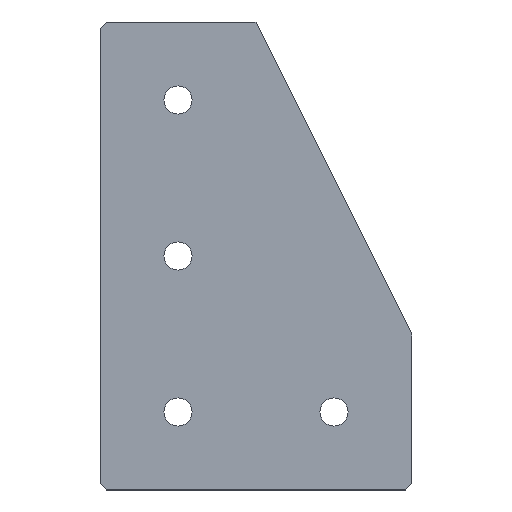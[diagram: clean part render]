
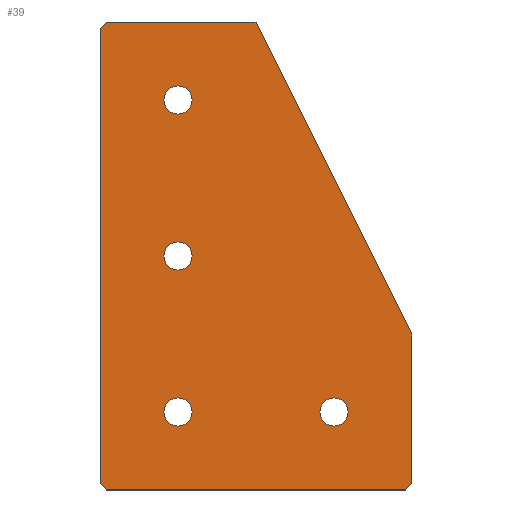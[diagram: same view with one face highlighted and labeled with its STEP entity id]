
A CAD part, top view. The second image highlights one B-rep face of the part: STEP entity #39.
In plain terms, the highlighted planar face has unit normal (0, 0, 1).
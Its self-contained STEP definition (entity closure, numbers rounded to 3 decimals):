
#2 = AXIS2_PLACEMENT_3D ( 'NONE', #48, #292, #548 ) ;
#5 = ORIENTED_EDGE ( 'NONE', *, *, #8, .T. ) ;
#7 = VERTEX_POINT ( 'NONE', #435 ) ;
#8 = EDGE_CURVE ( 'NONE', #618, #551, #21, .T. ) ;
#13 = AXIS2_PLACEMENT_3D ( 'NONE', #42, #330, #474 ) ;
#16 = EDGE_LOOP ( 'NONE', ( #447, #95 ) ) ;
#20 = CARTESIAN_POINT ( 'NONE',  ( 75., -120.5, 0. ) ) ;
#21 = LINE ( 'NONE', #575, #127 ) ;
#23 = ORIENTED_EDGE ( 'NONE', *, *, #332, .T. ) ;
#31 = CARTESIAN_POINT ( 'NONE',  ( 25., -75., 0. ) ) ;
#39 = ADVANCED_FACE ( 'NONE', ( #417, #528, #373, #521, #96 ), #581, .T. ) ;
#41 = CARTESIAN_POINT ( 'NONE',  ( 25., -70.5, 0. ) ) ;
#42 = CARTESIAN_POINT ( 'NONE',  ( 25., -125., 0. ) ) ;
#46 = VECTOR ( 'NONE', #107, 1000. ) ;
#48 = CARTESIAN_POINT ( 'NONE',  ( 25., -25., 0. ) ) ;
#62 = CARTESIAN_POINT ( 'NONE',  ( 98., -150., 0. ) ) ;
#66 = VERTEX_POINT ( 'NONE', #186 ) ;
#67 = VECTOR ( 'NONE', #321, 1000. ) ;
#73 = VERTEX_POINT ( 'NONE', #41 ) ;
#75 = ORIENTED_EDGE ( 'NONE', *, *, #612, .F. ) ;
#82 = EDGE_CURVE ( 'NONE', #593, #551, #577, .T. ) ;
#84 = CIRCLE ( 'NONE', #515, 4.5 ) ;
#95 = ORIENTED_EDGE ( 'NONE', *, *, #529, .T. ) ;
#96 = FACE_OUTER_BOUND ( 'NONE', #520, .T. ) ;
#101 = VECTOR ( 'NONE', #536, 1000. ) ;
#107 = DIRECTION ( 'NONE',  ( 0., -1., 0. ) ) ;
#120 = ORIENTED_EDGE ( 'NONE', *, *, #282, .T. ) ;
#127 = VECTOR ( 'NONE', #270, 1000. ) ;
#128 = LINE ( 'NONE', #297, #527 ) ;
#129 = AXIS2_PLACEMENT_3D ( 'NONE', #213, #223, #556 ) ;
#130 = VERTEX_POINT ( 'NONE', #436 ) ;
#146 = CARTESIAN_POINT ( 'NONE',  ( 0., 0., 0. ) ) ;
#162 = DIRECTION ( 'NONE',  ( 0., 0., -1. ) ) ;
#163 = CARTESIAN_POINT ( 'NONE',  ( 100., -100., 0. ) ) ;
#165 = EDGE_LOOP ( 'NONE', ( #257, #23 ) ) ;
#170 = ORIENTED_EDGE ( 'NONE', *, *, #82, .F. ) ;
#173 = DIRECTION ( 'NONE',  ( 0.447, -0.894, 0. ) ) ;
#174 = CARTESIAN_POINT ( 'NONE',  ( 25., -125., 0. ) ) ;
#175 = DIRECTION ( 'NONE',  ( -1., 0., 0. ) ) ;
#180 = AXIS2_PLACEMENT_3D ( 'NONE', #31, #518, #576 ) ;
#184 = DIRECTION ( 'NONE',  ( 1., 0., 0. ) ) ;
#186 = CARTESIAN_POINT ( 'NONE',  ( 100., -148., 0. ) ) ;
#193 = EDGE_CURVE ( 'NONE', #307, #605, #271, .T. ) ;
#196 = AXIS2_PLACEMENT_3D ( 'NONE', #305, #210, #207 ) ;
#199 = LINE ( 'NONE', #535, #317 ) ;
#207 = DIRECTION ( 'NONE',  ( 0., 1., 0. ) ) ;
#210 = DIRECTION ( 'NONE',  ( 0., 0., -1. ) ) ;
#213 = CARTESIAN_POINT ( 'NONE',  ( 75., -125., 0. ) ) ;
#215 = CARTESIAN_POINT ( 'NONE',  ( 2., 0., 0. ) ) ;
#223 = DIRECTION ( 'NONE',  ( 0., 0., -1. ) ) ;
#224 = CIRCLE ( 'NONE', #13, 4.5 ) ;
#233 = CARTESIAN_POINT ( 'NONE',  ( 75., -129.5, 0. ) ) ;
#238 = AXIS2_PLACEMENT_3D ( 'NONE', #595, #162, #427 ) ;
#240 = AXIS2_PLACEMENT_3D ( 'NONE', #327, #530, #288 ) ;
#248 = ORIENTED_EDGE ( 'NONE', *, *, #507, .T. ) ;
#249 = AXIS2_PLACEMENT_3D ( 'NONE', #464, #468, #184 ) ;
#255 = DIRECTION ( 'NONE',  ( 0., 1., 0. ) ) ;
#256 = EDGE_CURVE ( 'NONE', #618, #398, #199, .T. ) ;
#257 = ORIENTED_EDGE ( 'NONE', *, *, #463, .T. ) ;
#258 = LINE ( 'NONE', #163, #624 ) ;
#264 = LINE ( 'NONE', #457, #360 ) ;
#268 = VERTEX_POINT ( 'NONE', #233 ) ;
#270 = DIRECTION ( 'NONE',  ( -0.707, -0.707, 0. ) ) ;
#271 = CIRCLE ( 'NONE', #2, 4.5 ) ;
#278 = LINE ( 'NONE', #378, #46 ) ;
#281 = CARTESIAN_POINT ( 'NONE',  ( 124., -124., 0. ) ) ;
#282 = EDGE_CURVE ( 'NONE', #582, #268, #367, .T. ) ;
#288 = DIRECTION ( 'NONE',  ( 0., 1., 0. ) ) ;
#292 = DIRECTION ( 'NONE',  ( 0., 0., -1. ) ) ;
#297 = CARTESIAN_POINT ( 'NONE',  ( -74., -74., 0. ) ) ;
#301 = DIRECTION ( 'NONE',  ( 0.707, -0.707, 0. ) ) ;
#305 = CARTESIAN_POINT ( 'NONE',  ( 25., -75., 0. ) ) ;
#307 = VERTEX_POINT ( 'NONE', #591 ) ;
#315 = VERTEX_POINT ( 'NONE', #399 ) ;
#317 = VECTOR ( 'NONE', #538, 1000. ) ;
#321 = DIRECTION ( 'NONE',  ( 0., 1., 0. ) ) ;
#325 = EDGE_CURVE ( 'NONE', #268, #582, #393, .T. ) ;
#327 = CARTESIAN_POINT ( 'NONE',  ( 25., -25., 0. ) ) ;
#330 = DIRECTION ( 'NONE',  ( 0., 0., -1. ) ) ;
#332 = EDGE_CURVE ( 'NONE', #315, #73, #415, .T. ) ;
#340 = EDGE_LOOP ( 'NONE', ( #402, #452 ) ) ;
#344 = ORIENTED_EDGE ( 'NONE', *, *, #372, .F. ) ;
#352 = VERTEX_POINT ( 'NONE', #570 ) ;
#359 = CARTESIAN_POINT ( 'NONE',  ( 50., 0., 0. ) ) ;
#360 = VECTOR ( 'NONE', #175, 1000. ) ;
#362 = CARTESIAN_POINT ( 'NONE',  ( 25., -129.5, 0. ) ) ;
#363 = DIRECTION ( 'NONE',  ( 0., 0., -1. ) ) ;
#366 = ORIENTED_EDGE ( 'NONE', *, *, #584, .T. ) ;
#367 = CIRCLE ( 'NONE', #238, 4.5 ) ;
#372 = EDGE_CURVE ( 'NONE', #606, #130, #264, .T. ) ;
#373 = FACE_BOUND ( 'NONE', #165, .T. ) ;
#376 = CARTESIAN_POINT ( 'NONE',  ( 0., -2., 0. ) ) ;
#378 = CARTESIAN_POINT ( 'NONE',  ( 100., -150., 0. ) ) ;
#393 = CIRCLE ( 'NONE', #129, 4.5 ) ;
#397 = EDGE_CURVE ( 'NONE', #352, #461, #84, .T. ) ;
#398 = VERTEX_POINT ( 'NONE', #359 ) ;
#399 = CARTESIAN_POINT ( 'NONE',  ( 25., -79.5, 0. ) ) ;
#402 = ORIENTED_EDGE ( 'NONE', *, *, #397, .T. ) ;
#411 = ORIENTED_EDGE ( 'NONE', *, *, #517, .F. ) ;
#415 = CIRCLE ( 'NONE', #196, 4.5 ) ;
#417 = FACE_BOUND ( 'NONE', #547, .T. ) ;
#427 = DIRECTION ( 'NONE',  ( 0., 1., 0. ) ) ;
#435 = CARTESIAN_POINT ( 'NONE',  ( 100., -100., 0. ) ) ;
#436 = CARTESIAN_POINT ( 'NONE',  ( 2., -150., 0. ) ) ;
#441 = ORIENTED_EDGE ( 'NONE', *, *, #325, .T. ) ;
#442 = CARTESIAN_POINT ( 'NONE',  ( 25., -29.5, 0. ) ) ;
#447 = ORIENTED_EDGE ( 'NONE', *, *, #193, .T. ) ;
#452 = ORIENTED_EDGE ( 'NONE', *, *, #543, .T. ) ;
#457 = CARTESIAN_POINT ( 'NONE',  ( 0., -150., 0. ) ) ;
#461 = VERTEX_POINT ( 'NONE', #362 ) ;
#463 = EDGE_CURVE ( 'NONE', #73, #315, #485, .T. ) ;
#464 = CARTESIAN_POINT ( 'NONE',  ( 0., 0., 0. ) ) ;
#468 = DIRECTION ( 'NONE',  ( 0., 0., 1. ) ) ;
#474 = DIRECTION ( 'NONE',  ( 0., 1., 0. ) ) ;
#485 = CIRCLE ( 'NONE', #180, 4.5 ) ;
#493 = CARTESIAN_POINT ( 'NONE',  ( 0., -148., 0. ) ) ;
#499 = CIRCLE ( 'NONE', #240, 4.5 ) ;
#507 = EDGE_CURVE ( 'NONE', #606, #66, #539, .T. ) ;
#515 = AXIS2_PLACEMENT_3D ( 'NONE', #174, #363, #255 ) ;
#517 = EDGE_CURVE ( 'NONE', #7, #66, #278, .T. ) ;
#518 = DIRECTION ( 'NONE',  ( 0., 0., -1. ) ) ;
#520 = EDGE_LOOP ( 'NONE', ( #522, #5, #170, #366, #344, #248, #411, #75 ) ) ;
#521 = FACE_BOUND ( 'NONE', #16, .T. ) ;
#522 = ORIENTED_EDGE ( 'NONE', *, *, #256, .F. ) ;
#527 = VECTOR ( 'NONE', #301, 1000. ) ;
#528 = FACE_BOUND ( 'NONE', #340, .T. ) ;
#529 = EDGE_CURVE ( 'NONE', #605, #307, #499, .T. ) ;
#530 = DIRECTION ( 'NONE',  ( 0., 0., -1. ) ) ;
#535 = CARTESIAN_POINT ( 'NONE',  ( 50., 0., 0. ) ) ;
#536 = DIRECTION ( 'NONE',  ( 0.707, 0.707, 0. ) ) ;
#538 = DIRECTION ( 'NONE',  ( 1., 0., 0. ) ) ;
#539 = LINE ( 'NONE', #281, #101 ) ;
#543 = EDGE_CURVE ( 'NONE', #461, #352, #224, .T. ) ;
#547 = EDGE_LOOP ( 'NONE', ( #120, #441 ) ) ;
#548 = DIRECTION ( 'NONE',  ( 0., 1., 0. ) ) ;
#551 = VERTEX_POINT ( 'NONE', #376 ) ;
#556 = DIRECTION ( 'NONE',  ( 0., 1., 0. ) ) ;
#570 = CARTESIAN_POINT ( 'NONE',  ( 25., -120.5, 0. ) ) ;
#575 = CARTESIAN_POINT ( 'NONE',  ( 1., -1., 0. ) ) ;
#576 = DIRECTION ( 'NONE',  ( 0., 1., 0. ) ) ;
#577 = LINE ( 'NONE', #146, #67 ) ;
#581 = PLANE ( 'NONE',  #249 ) ;
#582 = VERTEX_POINT ( 'NONE', #20 ) ;
#584 = EDGE_CURVE ( 'NONE', #593, #130, #128, .T. ) ;
#591 = CARTESIAN_POINT ( 'NONE',  ( 25., -20.5, 0. ) ) ;
#593 = VERTEX_POINT ( 'NONE', #493 ) ;
#595 = CARTESIAN_POINT ( 'NONE',  ( 75., -125., 0. ) ) ;
#605 = VERTEX_POINT ( 'NONE', #442 ) ;
#606 = VERTEX_POINT ( 'NONE', #62 ) ;
#612 = EDGE_CURVE ( 'NONE', #398, #7, #258, .T. ) ;
#618 = VERTEX_POINT ( 'NONE', #215 ) ;
#624 = VECTOR ( 'NONE', #173, 1000. ) ;
